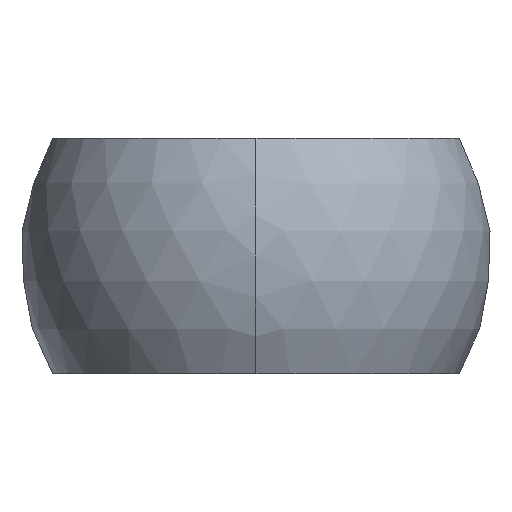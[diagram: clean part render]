
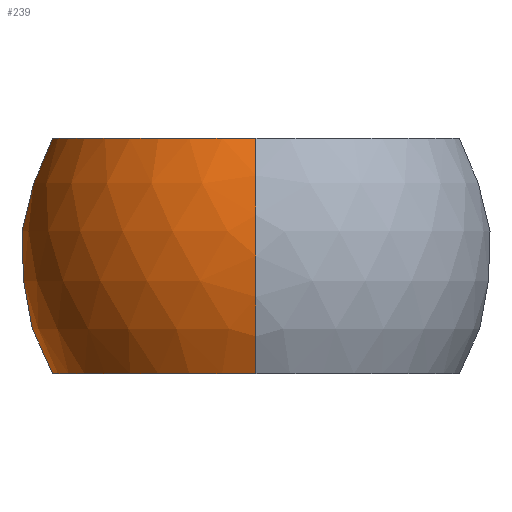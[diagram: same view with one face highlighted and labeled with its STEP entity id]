
A CAD part, left-side view. The second image highlights one B-rep face of the part: STEP entity #239.
In plain terms, the highlighted spherical face has radius 7 mm.
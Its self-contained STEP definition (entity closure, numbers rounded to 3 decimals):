
#119=EDGE_CURVE('',#121,#169,#308,.T.);
#121=VERTEX_POINT('',#310);
#135=VERTEX_POINT('',#325);
#155=EDGE_CURVE('',#135,#121,#350,.T.);
#159=EDGE_CURVE('',#213,#135,#355,.T.);
#169=VERTEX_POINT('',#365);
#213=VERTEX_POINT('',#414);
#239=ADVANCED_FACE('',(#442),#443,.T.);
#273=EDGE_CURVE('',#169,#213,#481,.T.);
#308=CIRCLE('',#509,6.062);
#310=CARTESIAN_POINT('',(5.4,2.756,3.5));
#325=CARTESIAN_POINT('',(5.4,2.756,-3.5));
#350=CIRCLE('',#560,4.455);
#355=CIRCLE('',#566,6.062);
#365=CARTESIAN_POINT('',(-6.062,0.,3.5));
#414=CARTESIAN_POINT('',(-6.062,0.,-3.5));
#442=FACE_OUTER_BOUND('',#744,.T.);
#443=SPHERICAL_SURFACE('',#745,7.0);
#481=CIRCLE('',#795,7.0);
#509=AXIS2_PLACEMENT_3D('',#840,#841,#842);
#560=AXIS2_PLACEMENT_3D('',#901,#902,#903);
#566=AXIS2_PLACEMENT_3D('',#912,#913,#914);
#744=EDGE_LOOP('',(#1005,#1006,#1007,#1008));
#745=AXIS2_PLACEMENT_3D('',#1009,#1010,#1011);
#795=AXIS2_PLACEMENT_3D('',#1066,#1067,#1068);
#840=CARTESIAN_POINT('',(0.0,0.0,3.5));
#841=DIRECTION('',(0.0,-0.0,1.0));
#842=DIRECTION('',(0.0,1.0,0.0));
#901=CARTESIAN_POINT('',(5.4,0.0,0.0));
#902=DIRECTION('',(1.0,0.0,0.0));
#903=DIRECTION('',(0.0,1.0,0.0));
#912=CARTESIAN_POINT('',(0.0,0.0,-3.5));
#913=DIRECTION('',(-0.0,-0.0,-1.0));
#914=DIRECTION('',(0.0,-1.0,0.0));
#1005=ORIENTED_EDGE('',*,*,#273,.F.);
#1006=ORIENTED_EDGE('',*,*,#119,.F.);
#1007=ORIENTED_EDGE('',*,*,#155,.F.);
#1008=ORIENTED_EDGE('',*,*,#159,.F.);
#1009=CARTESIAN_POINT('',(0.0,0.0,0.0));
#1010=DIRECTION('',(0.0,0.0,1.0));
#1011=DIRECTION('',(1.0,0.0,0.0));
#1066=CARTESIAN_POINT('',(0.0,0.0,0.0));
#1067=DIRECTION('',(0.,-1.0,0.0));
#1068=DIRECTION('',(0.0,0.0,1.0));
